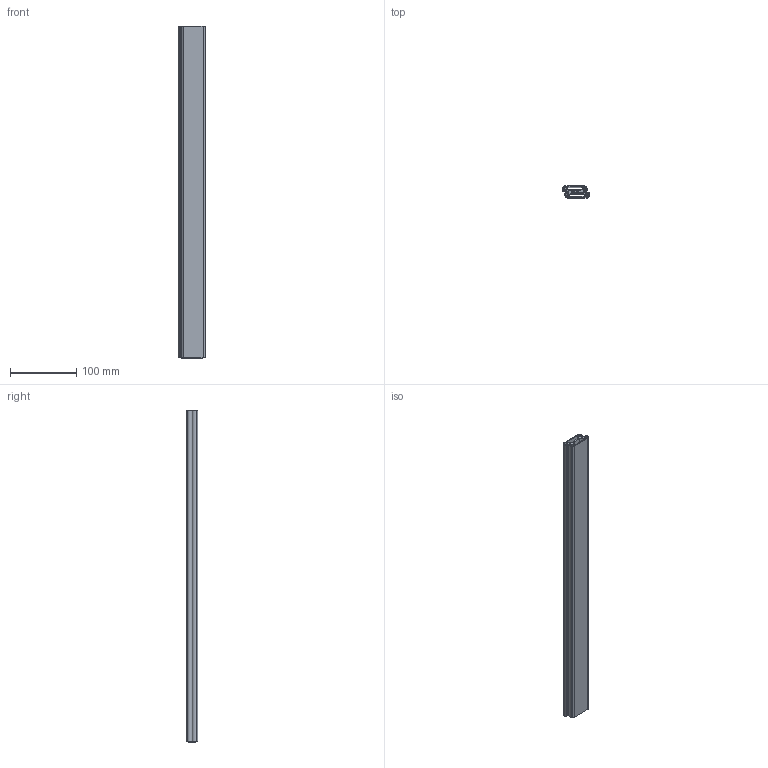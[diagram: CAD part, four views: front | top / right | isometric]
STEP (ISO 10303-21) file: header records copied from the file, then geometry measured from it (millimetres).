
FILE_DESCRIPTION(/* description */ ('Kastprofiel (#1)'),/* implementation_level */ '2;1');
FILE_NAME(/* name */ 'HYBRID_LEON_500_500.stp',/* time_stamp */ '2016-02-23T14:22:22+01:00',/* author */ ('m.meijers'),/* organization */ (''),/* preprocessor_version */ 'ST-DEVELOPER v15.6',/* originating_system */ 'Autodesk Inventor 2015',/* authorisation */ '');
FILE_SCHEMA (('AUTOMOTIVE_DESIGN { 1 0 10303 214 3 1 1 }'));
Length unit declared in the file: millimetre
Products named in the file (12): E000031901; E000031899; E000031909; E000031908; E000031902; E000031903; E000031900; E000031915; E000031914; E000031916; E000031917; E000031896
Assembly tree (50 placements, depth 3):
  E000031896
    E000031899
      E000031901
    E000031908
      E000031909
    E000031900
      E000031902
      E000031903  x26
    E000031914
      E000031915
      E000031903  x14
    E000031917
      E000031916
Bounding box: 41.29 x 17.2 x 500 mm (x, y, z)
Volume: 123727.9 mm3; surface area: 160418.5 mm2
Topology: 45 solids, 45 shells, 814 faces, 2560 edges, 1676 vertices
Faces by surface type: plane 437, cylinder 337, sphere 40
Full cylindrical faces by diameter (mm): 4.9 x40
Entity records: 27730 total; most frequent: CARTESIAN_POINT 5368, ORIENTED_EDGE 4722, DIRECTION 4654, EDGE_CURVE 2361, LINE 1606, VECTOR 1606, VERTEX_POINT 1558, AXIS2_PLACEMENT_3D 1524
